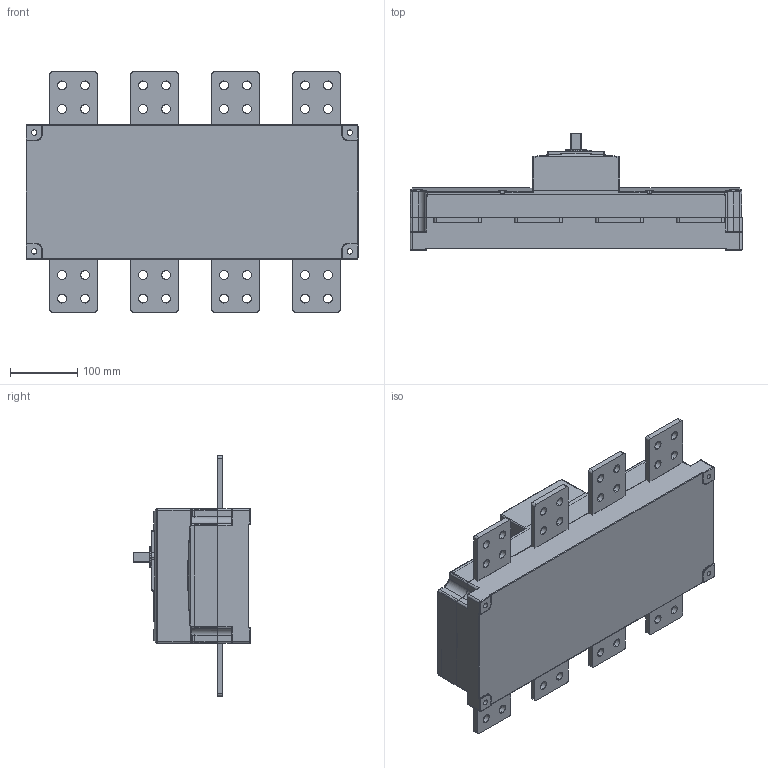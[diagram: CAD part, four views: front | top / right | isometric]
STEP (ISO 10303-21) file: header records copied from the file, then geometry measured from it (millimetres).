
FILE_DESCRIPTION((''),'2;1');
FILE_NAME('NH40-1250-4_2020_10__ASM','2021-04-15T',('zhuanghy'),(''),'PRO/ENGINEER BY PARAMETRIC TECHNOLOGY CORPORATION, 2008380','PRO/ENGINEER BY PARAMETRIC TECHNOLOGY CORPORATION, 2008380','');
FILE_SCHEMA(('CONFIG_CONTROL_DESIGN'));
Length unit declared in the file: millimetre
Products named in the file (9): PRT0070; PRT0071_1; PRT0072_1; PRT0073; NH40-1250JINGCHUTOU_67; ASM0014_ASM_ASM_ASM; NH40-1250-4_ASM_ASM_ASM; NH40-1250-4_ASM_ASM; NH40-1250-4_2020_10__ASM
Assembly tree (15 placements, depth 5):
  NH40-1250-4_2020_10__ASM
    NH40-1250-4_ASM_ASM
      NH40-1250-4_ASM_ASM_ASM
        ASM0014_ASM_ASM_ASM
          PRT0070
          PRT0071_1
          PRT0072_1
          PRT0073
          NH40-1250JINGCHUTOU_67  x8
Bounding box: 492 x 172.5 x 356 mm (x, y, z)
Volume: 12428280.4 mm3; surface area: 1395558.7 mm2
Topology: 12 solids, 15 shells, 2913 faces, 7493 edges, 4394 vertices
Faces by surface type: cylinder 1286, plane 1115, sphere 242, torus 142, bspline 94, cone 34
Entity records: 92319 total; most frequent: CARTESIAN_POINT 28031, ORIENTED_EDGE 13615, DIRECTION 13104, EDGE_CURVE 6812, AXIS2_PLACEMENT_3D 4577, VERTEX_POINT 4100, VECTOR 3950, LINE 3950
